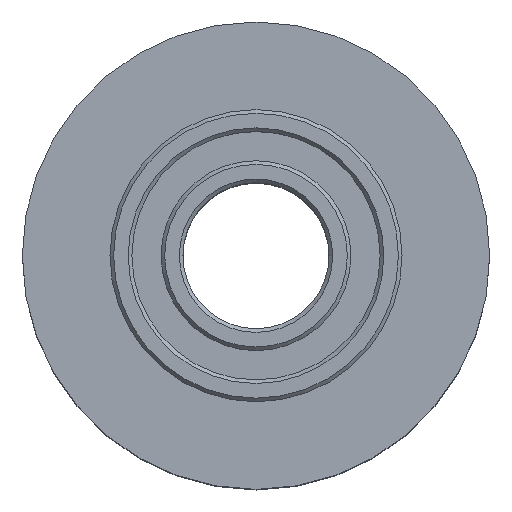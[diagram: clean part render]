
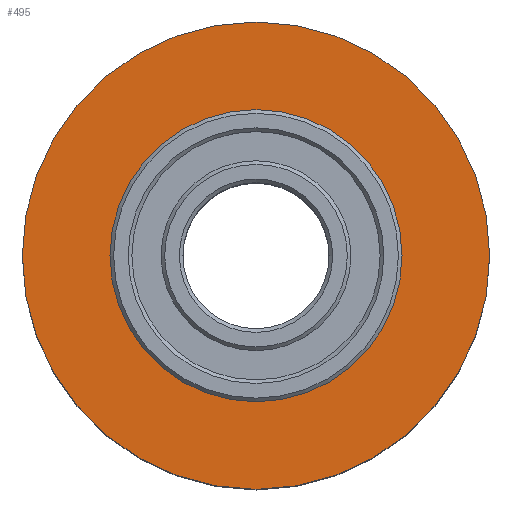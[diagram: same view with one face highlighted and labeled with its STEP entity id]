
A CAD part, top view. The second image highlights one B-rep face of the part: STEP entity #495.
In plain terms, the highlighted planar face has unit normal (0, 0, 1).
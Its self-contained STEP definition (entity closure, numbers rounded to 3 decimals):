
#63=FACE_BOUND('',#160,.T.);
#77=PLANE('',#593);
#111=FACE_OUTER_BOUND('',#159,.T.);
#159=EDGE_LOOP('',(#443));
#160=EDGE_LOOP('',(#444));
#241=CIRCLE('',#592,5.);
#242=CIRCLE('',#594,8.);
#277=VERTEX_POINT('',#899);
#278=VERTEX_POINT('',#903);
#333=EDGE_CURVE('',#277,#277,#241,.T.);
#334=EDGE_CURVE('',#278,#278,#242,.T.);
#443=ORIENTED_EDGE('',*,*,#334,.F.);
#444=ORIENTED_EDGE('',*,*,#333,.T.);
#495=ADVANCED_FACE('',(#111,#63),#77,.T.);
#592=AXIS2_PLACEMENT_3D('',#901,#757,#758);
#593=AXIS2_PLACEMENT_3D('',#902,#759,#760);
#594=AXIS2_PLACEMENT_3D('',#904,#761,#762);
#757=DIRECTION('center_axis',(0.,0.,-1.));
#758=DIRECTION('ref_axis',(1.,0.,0.));
#759=DIRECTION('center_axis',(0.,0.,1.));
#760=DIRECTION('ref_axis',(1.,0.,0.));
#761=DIRECTION('center_axis',(0.,0.,-1.));
#762=DIRECTION('ref_axis',(1.,0.,0.));
#899=CARTESIAN_POINT('',(5.,0.,6.));
#901=CARTESIAN_POINT('Origin',(0.,0.,6.));
#902=CARTESIAN_POINT('Origin',(-8.,0.,6.));
#903=CARTESIAN_POINT('',(8.,0.,6.));
#904=CARTESIAN_POINT('Origin',(0.,0.,6.));
